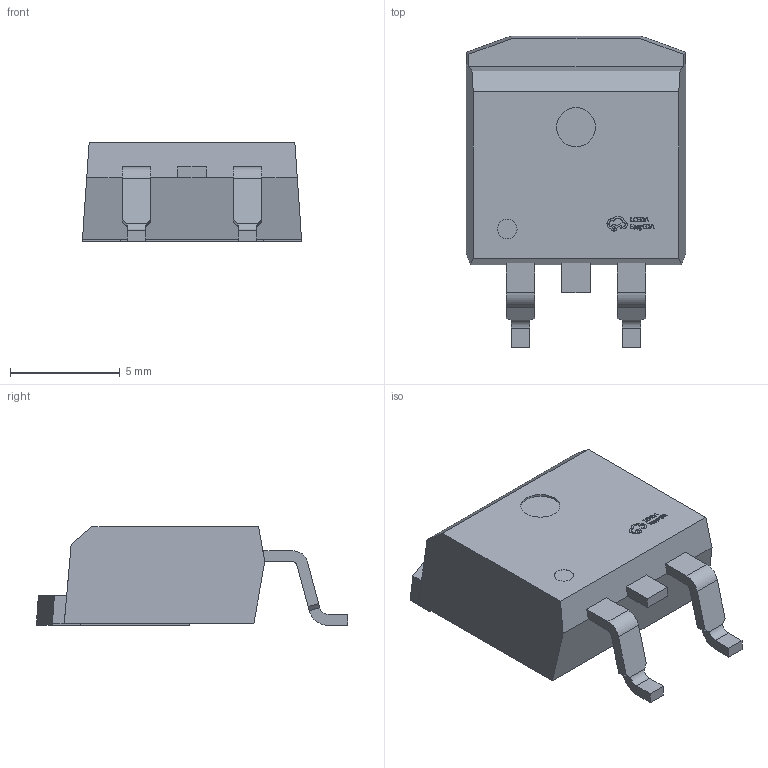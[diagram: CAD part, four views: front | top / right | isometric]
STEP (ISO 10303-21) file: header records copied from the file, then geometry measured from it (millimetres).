
FILE_DESCRIPTION (( 'STEP AP214' ), '1' );
FILE_NAME ('D2PAK_L9.1-W10.0-P2.54-LS14.2-BR.step', '2022-07-08T03:55:25', ( '' ), ( '' ), 'SwSTEP 2.0', 'SolidWorks 2020', '' );
FILE_SCHEMA (( 'AUTOMOTIVE_DESIGN' ));
Length unit declared in the file: millimetre
Products named in the file (1): D2PAK_L9.1-W10.0-P2.54-LS14.2-BR
Bounding box: 10 x 14.2 x 4.5 mm (x, y, z)
Volume: 396.5 mm3; surface area: 395.5 mm2
Topology: 1 solids, 1 shells, 355 faces, 959 edges, 634 vertices
Faces by surface type: plane 231, bspline 112, cylinder 12
Entity records: 16160 total; most frequent: CARTESIAN_POINT 4053, ORIENTED_EDGE 1918, DIRECTION 1243, EDGE_CURVE 959, LINE 707, VECTOR 707, VERTEX_POINT 634, EDGE_LOOP 383
